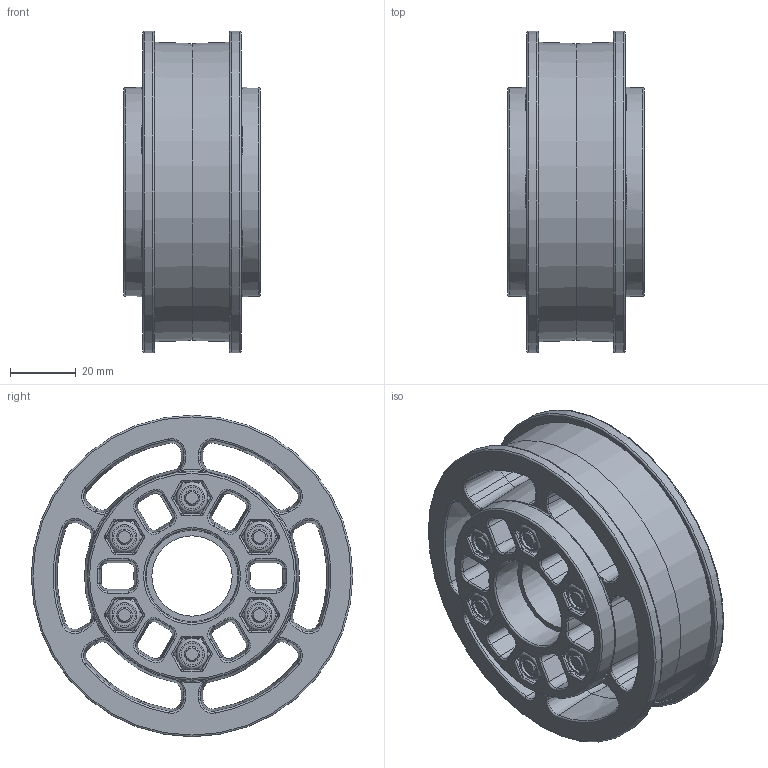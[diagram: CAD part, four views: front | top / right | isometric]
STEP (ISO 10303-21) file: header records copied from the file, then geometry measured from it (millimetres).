
FILE_DESCRIPTION (( 'STEP AP214' ), '1' );
FILE_NAME ('am-0198 4in Plaction Wheel.STEP', '2019-05-14T16:06:27', ( '' ), ( '' ), 'SwSTEP 2.0', 'SolidWorks 2019', '' );
FILE_SCHEMA (( 'AUTOMOTIVE_DESIGN' ));
Length unit declared in the file: inch
Products named in the file (4): 4 Modular Half; SHCS 10-32 x 1.375; 10-32 Nylock Nut; am-0198 4in Plaction Wheel
Assembly tree (14 placements, depth 2):
  am-0198 4in Plaction Wheel
    4 Modular Half  x2
    SHCS 10-32 x 1.375  x6
    10-32 Nylock Nut  x6
Bounding box: 41.66 x 98.04 x 98.04 mm (x, y, z)
Volume: 137773.6 mm3; surface area: 68701.6 mm2
Topology: 14 solids, 14 shells, 1298 faces, 2934 edges, 1702 vertices
Faces by surface type: plane 306, cylinder 300, torus 218, bspline 216, cone 186, sphere 72
Full cylindrical faces by diameter (mm): 4.039 x6, 4.775 x6, 6.654 x6, 7.823 x6, 9.525 x6, 24.486 x2, 95.504 x2, 98.044 x2
Entity records: 17062 total; most frequent: CARTESIAN_POINT 4748, DIRECTION 2686, ORIENTED_EDGE 2430, EDGE_CURVE 1215, AXIS2_PLACEMENT_3D 1133, VERTEX_POINT 723, EDGE_LOOP 660, CIRCLE 641
